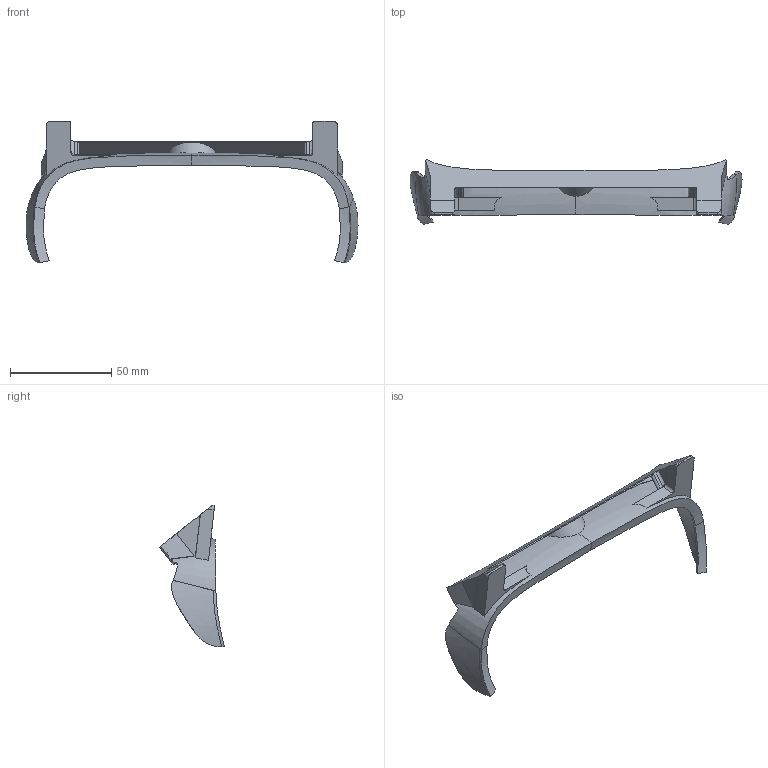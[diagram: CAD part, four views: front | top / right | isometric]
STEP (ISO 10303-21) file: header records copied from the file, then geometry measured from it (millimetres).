
FILE_DESCRIPTION(/* description */ ('STEP AP242','CAx-IF Rec.Pracs.---Representation and Presentation of Product Manufacturing Information (PMI)---4.0---2014-10-13','CAx-IF Rec.Pracs.---3D Tessellated Geometry---0.4---2014-09-14','2;1'),/* implementation_level */ '2;1');
FILE_NAME(/* name */ '62a25574d75e1422b77fdc20',/* time_stamp */ '2022-06-09T20:17:58+00:00',/* author */ (''),/* organization */ (''),/* preprocessor_version */ 'ST-DEVELOPER v18.102',/* originating_system */ ' ',/* authorisation */ ' ');
FILE_SCHEMA (('AP242_MANAGED_MODEL_BASED_3D_ENGINEERING_MIM_LF { 1 0 10303 442 1 1 4 }'));
Length unit declared in the file: metre
Products named in the file (2): Part 2; Part 4
Bounding box: 164.35 x 32.09 x 70.19 mm (x, y, z)
Volume: 16117.2 mm3; surface area: 20156.3 mm2
Topology: 2 solids, 2 shells, 143 faces, 393 edges, 260 vertices
Faces by surface type: bspline 66, plane 59, cylinder 18
Full cylindrical faces by diameter (mm): 2 x2
Entity records: 17215 total; most frequent: CARTESIAN_POINT 14188, ORIENTED_EDGE 780, EDGE_CURVE 390, DIRECTION 339, VERTEX_POINT 259, B_SPLINE_CURVE_WITH_KNOTS 240, EDGE_LOOP 151, FACE_BOUND 151
